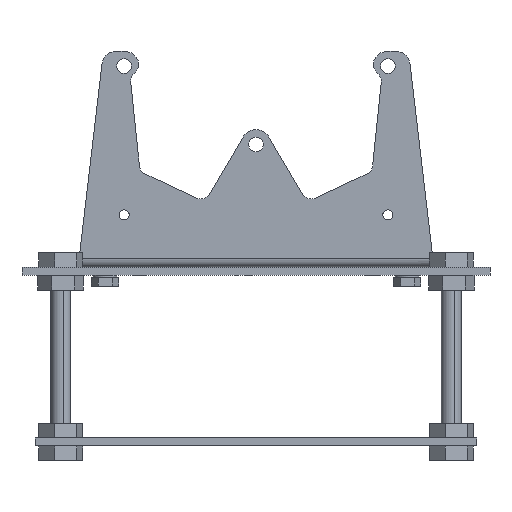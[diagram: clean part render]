
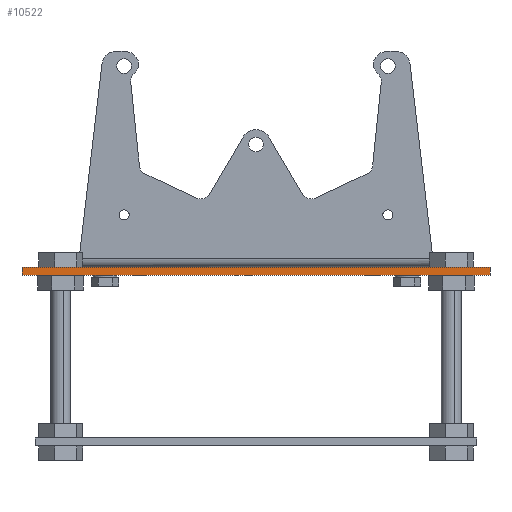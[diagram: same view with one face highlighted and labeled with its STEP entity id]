
A CAD part, left-side view. The second image highlights one B-rep face of the part: STEP entity #10522.
In plain terms, the highlighted face is planar.
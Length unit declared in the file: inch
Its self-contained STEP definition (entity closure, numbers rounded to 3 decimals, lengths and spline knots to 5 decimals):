
#2298 = VECTOR ( 'NONE', #9796, 39.37008 ) ;
#3244 = CARTESIAN_POINT ( 'NONE',  ( -11.41519, -7.61265, 6.10301 ) ) ;
#4328 = VECTOR ( 'NONE', #7423, 39.37008 ) ;
#4593 = CARTESIAN_POINT ( 'NONE',  ( -11.41519, -7.61265, 5.78805 ) ) ;
#4712 = DIRECTION ( 'NONE',  ( 1., 0., 0. ) ) ;
#4823 = ORIENTED_EDGE ( 'NONE', *, *, #9606, .F. ) ;
#5727 = DIRECTION ( 'NONE',  ( 0., 0., 1. ) ) ;
#6214 = EDGE_CURVE ( 'NONE', #18247, #31510, #19298, .T. ) ;
#7096 = ORIENTED_EDGE ( 'NONE', *, *, #19884, .F. ) ;
#7423 = DIRECTION ( 'NONE',  ( -1., 0., 0. ) ) ;
#7439 = LINE ( 'NONE', #19602, #20653 ) ;
#8019 = PLANE ( 'NONE',  #29180 ) ;
#8082 = VERTEX_POINT ( 'NONE', #20322 ) ;
#8903 = LINE ( 'NONE', #9689, #2298 ) ;
#9606 = EDGE_CURVE ( 'NONE', #10327, #18247, #10935, .T. ) ;
#9619 = DIRECTION ( 'NONE',  ( 0., 0., 1. ) ) ;
#9689 = CARTESIAN_POINT ( 'NONE',  ( 7.16749, -7.61265, 6.10301 ) ) ;
#9796 = DIRECTION ( 'NONE',  ( 0., 0., 1. ) ) ;
#10327 = VERTEX_POINT ( 'NONE', #19318 ) ;
#10522 = ADVANCED_FACE ( 'NONE', ( #27006 ), #8019, .F. ) ;
#10545 = ORIENTED_EDGE ( 'NONE', *, *, #13677, .T. ) ;
#10935 = LINE ( 'NONE', #17326, #4328 ) ;
#13677 = EDGE_CURVE ( 'NONE', #10327, #8082, #8903, .T. ) ;
#17171 = EDGE_LOOP ( 'NONE', ( #10545, #7096, #17673, #4823 ) ) ;
#17326 = CARTESIAN_POINT ( 'NONE',  ( -11.41519, -7.61265, 5.78805 ) ) ;
#17673 = ORIENTED_EDGE ( 'NONE', *, *, #6214, .F. ) ;
#18247 = VERTEX_POINT ( 'NONE', #4593 ) ;
#19298 = LINE ( 'NONE', #26639, #30810 ) ;
#19318 = CARTESIAN_POINT ( 'NONE',  ( 7.16749, -7.61265, 5.78805 ) ) ;
#19602 = CARTESIAN_POINT ( 'NONE',  ( -11.41519, -7.61265, 6.10301 ) ) ;
#19884 = EDGE_CURVE ( 'NONE', #31510, #8082, #7439, .T. ) ;
#20322 = CARTESIAN_POINT ( 'NONE',  ( 7.16749, -7.61265, 6.10301 ) ) ;
#20609 = DIRECTION ( 'NONE',  ( 0., 1., 0. ) ) ;
#20653 = VECTOR ( 'NONE', #4712, 39.37008 ) ;
#26639 = CARTESIAN_POINT ( 'NONE',  ( -11.41519, -7.61265, 6.10301 ) ) ;
#27006 = FACE_OUTER_BOUND ( 'NONE', #17171, .T. ) ;
#29180 = AXIS2_PLACEMENT_3D ( 'NONE', #3244, #20609, #5727 ) ;
#29231 = CARTESIAN_POINT ( 'NONE',  ( -11.41519, -7.61265, 6.10301 ) ) ;
#30810 = VECTOR ( 'NONE', #9619, 39.37008 ) ;
#31510 = VERTEX_POINT ( 'NONE', #29231 ) ;
